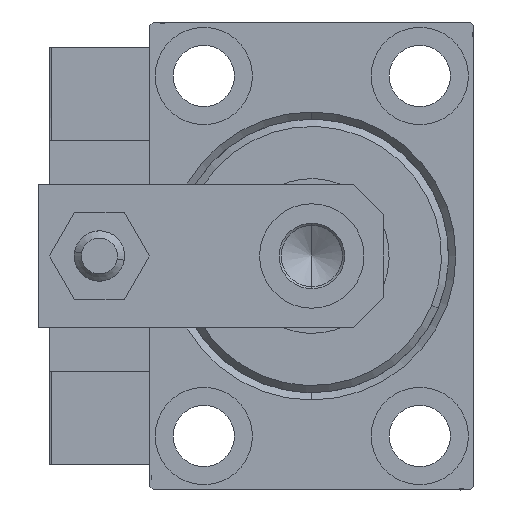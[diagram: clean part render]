
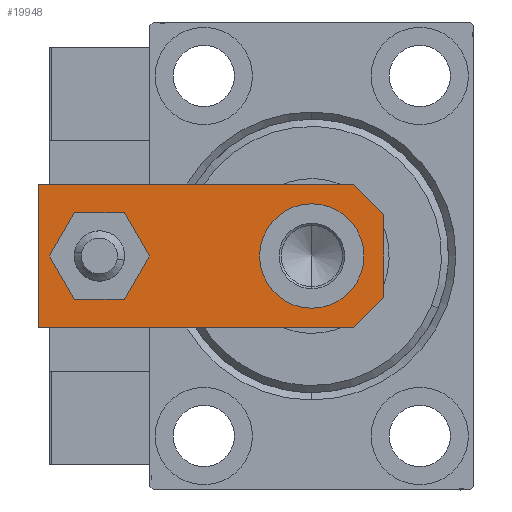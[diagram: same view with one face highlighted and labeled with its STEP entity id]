
A CAD part, left-side view. The second image highlights one B-rep face of the part: STEP entity #19948.
In plain terms, the highlighted face is planar.
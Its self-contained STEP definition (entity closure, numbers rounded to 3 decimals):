
#661 = DIRECTION ( 'NONE',  ( 1., 0., 0. ) ) ;
#807 = FACE_BOUND ( 'NONE', #31462, .T. ) ;
#1676 = CIRCLE ( 'NONE', #22802, 7.25 ) ;
#2840 = CARTESIAN_POINT ( 'NONE',  ( 0., 39.5, 6. ) ) ;
#3565 = VECTOR ( 'NONE', #10146, 1000. ) ;
#3776 = DIRECTION ( 'NONE',  ( 1., 0., 0. ) ) ;
#4118 = VERTEX_POINT ( 'NONE', #10453 ) ;
#4477 = DIRECTION ( 'NONE',  ( 0., 0., 1. ) ) ;
#4864 = CARTESIAN_POINT ( 'NONE',  ( 10., 0., 6. ) ) ;
#5718 = ORIENTED_EDGE ( 'NONE', *, *, #17457, .T. ) ;
#6682 = CARTESIAN_POINT ( 'NONE',  ( -4., 39.5, 6. ) ) ;
#6866 = VERTEX_POINT ( 'NONE', #17663 ) ;
#7406 = DIRECTION ( 'NONE',  ( 0., 0., 1. ) ) ;
#8937 = DIRECTION ( 'NONE',  ( 1., 0., 0. ) ) ;
#9511 = ORIENTED_EDGE ( 'NONE', *, *, #33915, .T. ) ;
#9551 = EDGE_CURVE ( 'NONE', #19359, #32143, #1676, .T. ) ;
#9715 = DIRECTION ( 'NONE',  ( 0., 0., 1. ) ) ;
#10146 = DIRECTION ( 'NONE',  ( -1., 0., 0. ) ) ;
#10313 = ORIENTED_EDGE ( 'NONE', *, *, #33678, .F. ) ;
#10453 = CARTESIAN_POINT ( 'NONE',  ( -10., 48., 6. ) ) ;
#10484 = EDGE_CURVE ( 'NONE', #48720, #6866, #43542, .T. ) ;
#12574 = LINE ( 'NONE', #16396, #43512 ) ;
#12778 = DIRECTION ( 'NONE',  ( 0., -1., 0. ) ) ;
#12996 = CIRCLE ( 'NONE', #28545, 4. ) ;
#13025 = CIRCLE ( 'NONE', #30918, 4. ) ;
#13149 = ORIENTED_EDGE ( 'NONE', *, *, #23777, .F. ) ;
#13177 = VERTEX_POINT ( 'NONE', #40863 ) ;
#13337 = ORIENTED_EDGE ( 'NONE', *, *, #9551, .F. ) ;
#13476 = CARTESIAN_POINT ( 'NONE',  ( 10., 4.24, 6. ) ) ;
#13484 = LINE ( 'NONE', #41465, #3565 ) ;
#14716 = CARTESIAN_POINT ( 'NONE',  ( 7.25, 10., 6. ) ) ;
#15415 = CARTESIAN_POINT ( 'NONE',  ( -2.88, -2.88, 6. ) ) ;
#16396 = CARTESIAN_POINT ( 'NONE',  ( 2.88, -2.88, 6. ) ) ;
#16845 = CARTESIAN_POINT ( 'NONE',  ( -10., 48., 6. ) ) ;
#17395 = DIRECTION ( 'NONE',  ( 0.707, 0.707, 0. ) ) ;
#17457 = EDGE_CURVE ( 'NONE', #6866, #4118, #13484, .T. ) ;
#17663 = CARTESIAN_POINT ( 'NONE',  ( 10., 48., 6. ) ) ;
#19269 = VECTOR ( 'NONE', #12778, 1000. ) ;
#19359 = VERTEX_POINT ( 'NONE', #39431 ) ;
#19694 = EDGE_CURVE ( 'NONE', #33385, #48720, #12574, .T. ) ;
#19948 = ADVANCED_FACE ( 'NONE', ( #807, #32627, #32111 ), #39749, .T. ) ;
#20377 = DIRECTION ( 'NONE',  ( 0., 1., 0. ) ) ;
#22802 = AXIS2_PLACEMENT_3D ( 'NONE', #34840, #46528, #3776 ) ;
#23649 = VECTOR ( 'NONE', #20377, 1000. ) ;
#23777 = EDGE_CURVE ( 'NONE', #32143, #19359, #38677, .T. ) ;
#23967 = CARTESIAN_POINT ( 'NONE',  ( 0., 0., 6. ) ) ;
#26579 = EDGE_LOOP ( 'NONE', ( #43735, #9511, #36303, #27226, #44355, #5718 ) ) ;
#27226 = ORIENTED_EDGE ( 'NONE', *, *, #19694, .T. ) ;
#28159 = CARTESIAN_POINT ( 'NONE',  ( 0., 10., 6. ) ) ;
#28545 = AXIS2_PLACEMENT_3D ( 'NONE', #30075, #7406, #45835 ) ;
#28587 = LINE ( 'NONE', #16845, #19269 ) ;
#29180 = VERTEX_POINT ( 'NONE', #6682 ) ;
#29241 = VECTOR ( 'NONE', #50041, 1000. ) ;
#29772 = ORIENTED_EDGE ( 'NONE', *, *, #34505, .F. ) ;
#30075 = CARTESIAN_POINT ( 'NONE',  ( 0., 39.5, 6. ) ) ;
#30918 = AXIS2_PLACEMENT_3D ( 'NONE', #2840, #9715, #48422 ) ;
#30958 = LINE ( 'NONE', #15415, #29241 ) ;
#31462 = EDGE_LOOP ( 'NONE', ( #10313, #29772 ) ) ;
#31814 = LINE ( 'NONE', #39693, #33441 ) ;
#32111 = FACE_BOUND ( 'NONE', #41710, .T. ) ;
#32143 = VERTEX_POINT ( 'NONE', #14716 ) ;
#32152 = AXIS2_PLACEMENT_3D ( 'NONE', #23967, #47631, #8937 ) ;
#32307 = DIRECTION ( 'NONE',  ( 1., 0., 0. ) ) ;
#32627 = FACE_OUTER_BOUND ( 'NONE', #26579, .T. ) ;
#33385 = VERTEX_POINT ( 'NONE', #44879 ) ;
#33441 = VECTOR ( 'NONE', #32307, 1000. ) ;
#33527 = VERTEX_POINT ( 'NONE', #49146 ) ;
#33678 = EDGE_CURVE ( 'NONE', #29180, #13177, #12996, .T. ) ;
#33915 = EDGE_CURVE ( 'NONE', #45215, #33527, #30958, .T. ) ;
#34505 = EDGE_CURVE ( 'NONE', #13177, #29180, #13025, .T. ) ;
#34840 = CARTESIAN_POINT ( 'NONE',  ( 0., 10., 6. ) ) ;
#36303 = ORIENTED_EDGE ( 'NONE', *, *, #41355, .T. ) ;
#38677 = CIRCLE ( 'NONE', #41219, 7.25 ) ;
#39431 = CARTESIAN_POINT ( 'NONE',  ( -7.25, 10., 6. ) ) ;
#39693 = CARTESIAN_POINT ( 'NONE',  ( -10., 0., 6. ) ) ;
#39749 = PLANE ( 'NONE',  #32152 ) ;
#40863 = CARTESIAN_POINT ( 'NONE',  ( 4., 39.5, 6. ) ) ;
#41219 = AXIS2_PLACEMENT_3D ( 'NONE', #28159, #4477, #661 ) ;
#41355 = EDGE_CURVE ( 'NONE', #33527, #33385, #31814, .T. ) ;
#41465 = CARTESIAN_POINT ( 'NONE',  ( 10., 48., 6. ) ) ;
#41710 = EDGE_LOOP ( 'NONE', ( #13337, #13149 ) ) ;
#43512 = VECTOR ( 'NONE', #17395, 1000. ) ;
#43542 = LINE ( 'NONE', #4864, #23649 ) ;
#43735 = ORIENTED_EDGE ( 'NONE', *, *, #50176, .T. ) ;
#44355 = ORIENTED_EDGE ( 'NONE', *, *, #10484, .T. ) ;
#44879 = CARTESIAN_POINT ( 'NONE',  ( 5.76, 0., 6. ) ) ;
#45215 = VERTEX_POINT ( 'NONE', #45687 ) ;
#45687 = CARTESIAN_POINT ( 'NONE',  ( -10., 4.24, 6. ) ) ;
#45835 = DIRECTION ( 'NONE',  ( 1., 0., 0. ) ) ;
#46528 = DIRECTION ( 'NONE',  ( 0., 0., 1. ) ) ;
#47631 = DIRECTION ( 'NONE',  ( 0., 0., 1. ) ) ;
#48422 = DIRECTION ( 'NONE',  ( 1., 0., 0. ) ) ;
#48720 = VERTEX_POINT ( 'NONE', #13476 ) ;
#49146 = CARTESIAN_POINT ( 'NONE',  ( -5.76, 0., 6. ) ) ;
#50041 = DIRECTION ( 'NONE',  ( 0.707, -0.707, 0. ) ) ;
#50176 = EDGE_CURVE ( 'NONE', #4118, #45215, #28587, .T. ) ;
